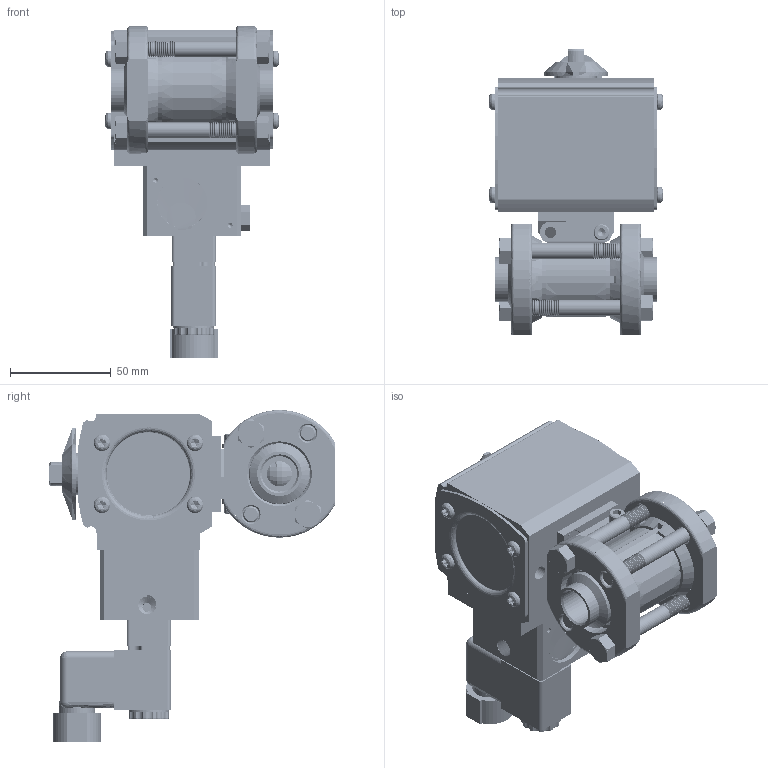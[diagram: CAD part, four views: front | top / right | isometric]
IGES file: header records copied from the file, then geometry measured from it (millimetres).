
Start section: SolidWorks IGES file using analytic representation for surfaces
Global section: file name: 27XXSWFA512D4GPDC.igs; native system: SolidWorks 2018; preprocessor: SolidWorks 2018; author: ryanm; date: 180905.083246; units: inch
Bounding box: 86.49 x 142.33 x 165.15 mm (x, y, z)
Surface area: 168679 mm2 (no closed solid volume)
Topology: 0 solids, 0 shells, 3985 faces, 59879 edges, 59694 vertices
Faces by surface type: revolution 2993, bspline 992
